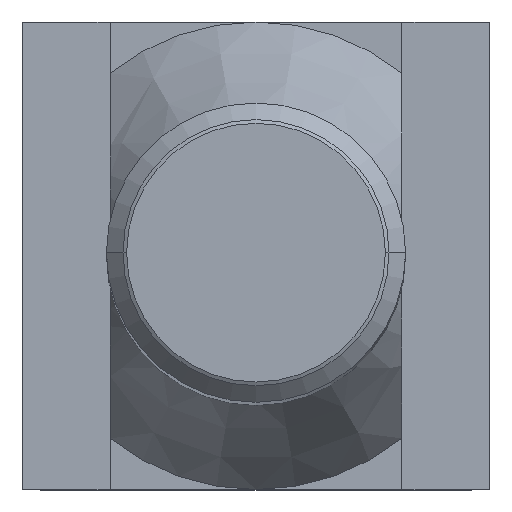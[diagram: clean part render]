
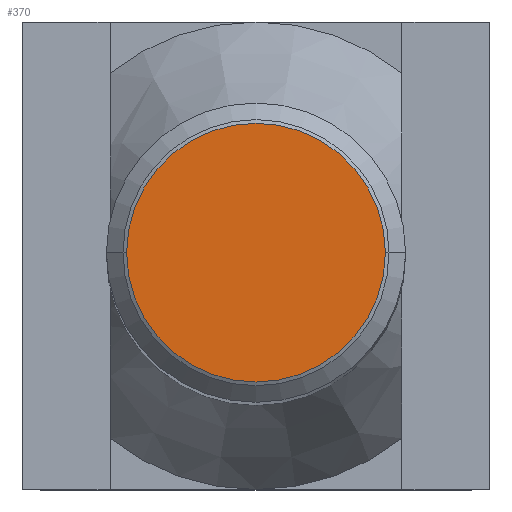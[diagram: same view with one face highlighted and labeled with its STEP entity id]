
A CAD part, top view. The second image highlights one B-rep face of the part: STEP entity #370.
In plain terms, the highlighted planar face has unit normal (0, 0, 1).
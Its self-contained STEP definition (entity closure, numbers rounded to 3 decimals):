
#272=EDGE_CURVE('',#378,#306,#537,.T.);
#306=VERTEX_POINT('',#578);
#310=EDGE_CURVE('',#306,#378,#582,.T.);
#370=ADVANCED_FACE('',(#649),#650,.T.);
#378=VERTEX_POINT('',#660);
#537=CIRCLE('',#898,6.917);
#578=CARTESIAN_POINT('',(-6.917,0.,100.));
#582=CIRCLE('',#952,6.917);
#649=FACE_OUTER_BOUND('',#1051,.T.);
#650=PLANE('',#1052);
#660=CARTESIAN_POINT('',(6.917,0.,100.0));
#898=AXIS2_PLACEMENT_3D('',#1189,#1190,#1191);
#952=AXIS2_PLACEMENT_3D('',#1256,#1257,#1258);
#1051=EDGE_LOOP('',(#1338,#1339));
#1052=AXIS2_PLACEMENT_3D('',#1340,#1341,#1342);
#1189=CARTESIAN_POINT('',(0.,0.,100.));
#1190=DIRECTION('',(0.0,-0.0,1.0));
#1191=DIRECTION('',(1.0,0.,0.0));
#1256=CARTESIAN_POINT('',(0.,0.,100.));
#1257=DIRECTION('',(0.0,-0.0,1.0));
#1258=DIRECTION('',(1.0,0.,0.0));
#1338=ORIENTED_EDGE('',*,*,#272,.T.);
#1339=ORIENTED_EDGE('',*,*,#310,.T.);
#1340=CARTESIAN_POINT('',(-3.5,0.,100.));
#1341=DIRECTION('',(0.0,0.0,1.0));
#1342=DIRECTION('',(-1.0,0.,0.0));
